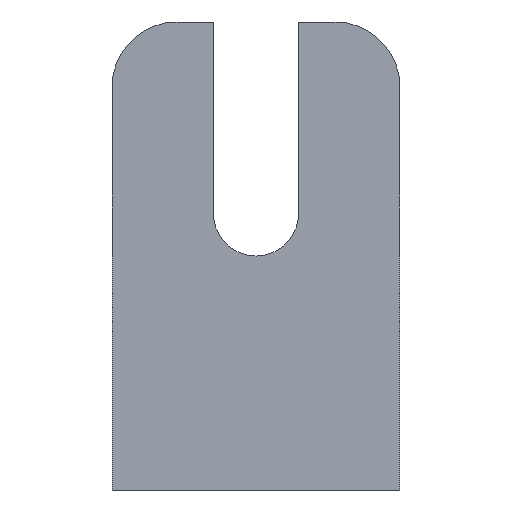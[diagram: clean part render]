
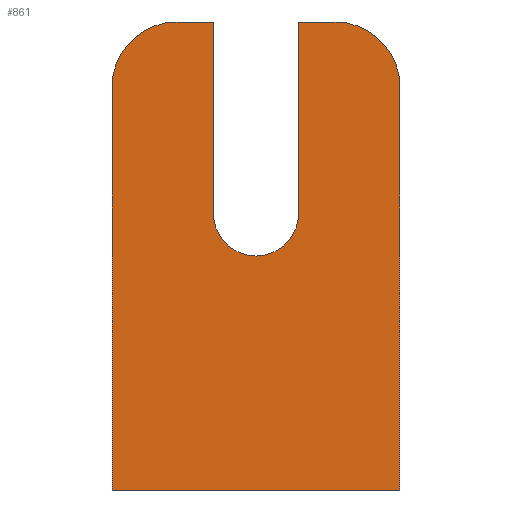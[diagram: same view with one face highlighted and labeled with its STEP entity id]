
A CAD part, front view. The second image highlights one B-rep face of the part: STEP entity #861.
In plain terms, the highlighted planar face has unit normal (0, -1, 0).
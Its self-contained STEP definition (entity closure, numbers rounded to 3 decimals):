
#14 = CARTESIAN_POINT ( 'NONE',  ( 11.075, 0., 36. ) ) ;
#46 = DIRECTION ( 'NONE',  ( 1., 0., 0. ) ) ;
#58 = CARTESIAN_POINT ( 'NONE',  ( 3.275, 0., 21.275 ) ) ;
#69 = EDGE_CURVE ( 'NONE', #559, #428, #281, .T. ) ;
#81 = DIRECTION ( 'NONE',  ( 0., -1., 0. ) ) ;
#88 = VERTEX_POINT ( 'NONE', #1584 ) ;
#90 = VERTEX_POINT ( 'NONE', #765 ) ;
#129 = CIRCLE ( 'NONE', #1113, 5. ) ;
#132 = DIRECTION ( 'NONE',  ( 0., 1., 0. ) ) ;
#139 = ORIENTED_EDGE ( 'NONE', *, *, #503, .T. ) ;
#150 = ORIENTED_EDGE ( 'NONE', *, *, #1250, .T. ) ;
#183 = CARTESIAN_POINT ( 'NONE',  ( 0., 0., 21.275 ) ) ;
#194 = EDGE_CURVE ( 'NONE', #207, #1521, #315, .T. ) ;
#207 = VERTEX_POINT ( 'NONE', #1309 ) ;
#210 = DIRECTION ( 'NONE',  ( 0., 0., -1. ) ) ;
#223 = DIRECTION ( 'NONE',  ( 0., -1., 0. ) ) ;
#224 = DIRECTION ( 'NONE',  ( 0., 0., 1. ) ) ;
#230 = ORIENTED_EDGE ( 'NONE', *, *, #194, .F. ) ;
#231 = VECTOR ( 'NONE', #224, 1000. ) ;
#247 = CIRCLE ( 'NONE', #1120, 3.275 ) ;
#274 = CARTESIAN_POINT ( 'NONE',  ( -11.075, 0., 31. ) ) ;
#281 = LINE ( 'NONE', #750, #231 ) ;
#287 = LINE ( 'NONE', #749, #595 ) ;
#288 = EDGE_CURVE ( 'NONE', #88, #395, #1669, .T. ) ;
#297 = CARTESIAN_POINT ( 'NONE',  ( 11.075, 0., 0. ) ) ;
#315 = LINE ( 'NONE', #780, #1709 ) ;
#375 = CARTESIAN_POINT ( 'NONE',  ( 11.075, 0., 0. ) ) ;
#395 = VERTEX_POINT ( 'NONE', #58 ) ;
#414 = EDGE_CURVE ( 'NONE', #395, #559, #247, .T. ) ;
#420 = VERTEX_POINT ( 'NONE', #1268 ) ;
#428 = VERTEX_POINT ( 'NONE', #1279 ) ;
#431 = PLANE ( 'NONE',  #1401 ) ;
#456 = ORIENTED_EDGE ( 'NONE', *, *, #578, .F. ) ;
#489 = CIRCLE ( 'NONE', #531, 5. ) ;
#501 = CARTESIAN_POINT ( 'NONE',  ( -6.075, 0., 31. ) ) ;
#503 = EDGE_CURVE ( 'NONE', #90, #1521, #1758, .T. ) ;
#513 = CARTESIAN_POINT ( 'NONE',  ( 6.075, 0., 36. ) ) ;
#531 = AXIS2_PLACEMENT_3D ( 'NONE', #501, #81, #902 ) ;
#559 = VERTEX_POINT ( 'NONE', #894 ) ;
#578 = EDGE_CURVE ( 'NONE', #420, #428, #1405, .T. ) ;
#581 = EDGE_LOOP ( 'NONE', ( #456, #1637, #1218, #139, #230, #150, #900, #601, #1656, #1527 ) ) ;
#595 = VECTOR ( 'NONE', #210, 1000. ) ;
#601 = ORIENTED_EDGE ( 'NONE', *, *, #288, .T. ) ;
#636 = DIRECTION ( 'NONE',  ( 0., 0., -1. ) ) ;
#690 = VECTOR ( 'NONE', #46, 1000. ) ;
#744 = VERTEX_POINT ( 'NONE', #274 ) ;
#749 = CARTESIAN_POINT ( 'NONE',  ( -11.075, 0., 36. ) ) ;
#750 = CARTESIAN_POINT ( 'NONE',  ( -3.275, 0., 21.275 ) ) ;
#765 = CARTESIAN_POINT ( 'NONE',  ( -11.075, 0., 0. ) ) ;
#780 = CARTESIAN_POINT ( 'NONE',  ( 11.075, 0., 36. ) ) ;
#861 = ADVANCED_FACE ( 'NONE', ( #1666 ), #431, .F. ) ;
#866 = DIRECTION ( 'NONE',  ( -1., 0., 0. ) ) ;
#894 = CARTESIAN_POINT ( 'NONE',  ( -3.275, 0., 21.275 ) ) ;
#900 = ORIENTED_EDGE ( 'NONE', *, *, #1555, .F. ) ;
#902 = DIRECTION ( 'NONE',  ( -1., 0., 0. ) ) ;
#927 = CARTESIAN_POINT ( 'NONE',  ( 3.275, 0., 36. ) ) ;
#1113 = AXIS2_PLACEMENT_3D ( 'NONE', #1195, #223, #1172 ) ;
#1120 = AXIS2_PLACEMENT_3D ( 'NONE', #183, #1390, #866 ) ;
#1131 = CARTESIAN_POINT ( 'NONE',  ( 11.075, 0., 36. ) ) ;
#1139 = EDGE_CURVE ( 'NONE', #744, #90, #287, .T. ) ;
#1172 = DIRECTION ( 'NONE',  ( -1., 0., 0. ) ) ;
#1176 = DIRECTION ( 'NONE',  ( 1., 0., 0. ) ) ;
#1194 = LINE ( 'NONE', #1131, #690 ) ;
#1195 = CARTESIAN_POINT ( 'NONE',  ( 6.075, 0., 31. ) ) ;
#1198 = EDGE_CURVE ( 'NONE', #420, #744, #489, .T. ) ;
#1211 = DIRECTION ( 'NONE',  ( 0., 0., -1. ) ) ;
#1218 = ORIENTED_EDGE ( 'NONE', *, *, #1139, .T. ) ;
#1250 = EDGE_CURVE ( 'NONE', #207, #1368, #129, .T. ) ;
#1268 = CARTESIAN_POINT ( 'NONE',  ( -6.075, 0., 36. ) ) ;
#1279 = CARTESIAN_POINT ( 'NONE',  ( -3.275, 0., 36. ) ) ;
#1309 = CARTESIAN_POINT ( 'NONE',  ( 11.075, 0., 31. ) ) ;
#1310 = CARTESIAN_POINT ( 'NONE',  ( 11.075, 0., 36. ) ) ;
#1319 = VECTOR ( 'NONE', #1211, 1000. ) ;
#1361 = VECTOR ( 'NONE', #1176, 1000. ) ;
#1368 = VERTEX_POINT ( 'NONE', #513 ) ;
#1390 = DIRECTION ( 'NONE',  ( 0., 1., 0. ) ) ;
#1401 = AXIS2_PLACEMENT_3D ( 'NONE', #14, #132, #1760 ) ;
#1405 = LINE ( 'NONE', #1310, #1703 ) ;
#1521 = VERTEX_POINT ( 'NONE', #297 ) ;
#1527 = ORIENTED_EDGE ( 'NONE', *, *, #69, .T. ) ;
#1555 = EDGE_CURVE ( 'NONE', #88, #1368, #1194, .T. ) ;
#1584 = CARTESIAN_POINT ( 'NONE',  ( 3.275, 0., 36. ) ) ;
#1637 = ORIENTED_EDGE ( 'NONE', *, *, #1198, .T. ) ;
#1656 = ORIENTED_EDGE ( 'NONE', *, *, #414, .T. ) ;
#1666 = FACE_OUTER_BOUND ( 'NONE', #581, .T. ) ;
#1669 = LINE ( 'NONE', #927, #1319 ) ;
#1703 = VECTOR ( 'NONE', #1710, 1000. ) ;
#1709 = VECTOR ( 'NONE', #636, 1000. ) ;
#1710 = DIRECTION ( 'NONE',  ( 1., 0., 0. ) ) ;
#1758 = LINE ( 'NONE', #375, #1361 ) ;
#1760 = DIRECTION ( 'NONE',  ( -1., 0., 0. ) ) ;
